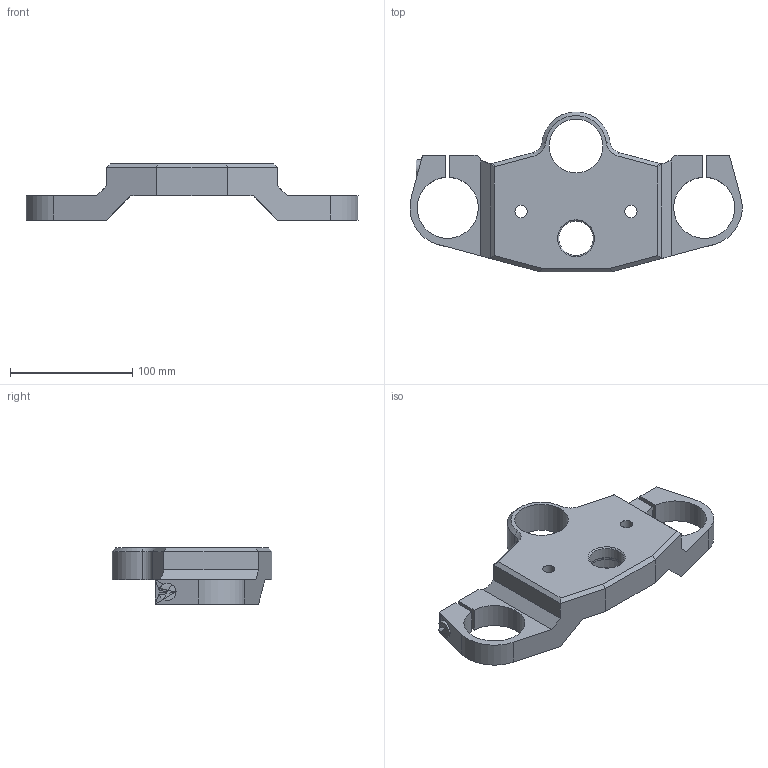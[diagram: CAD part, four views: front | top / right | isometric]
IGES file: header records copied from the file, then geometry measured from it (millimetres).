
Global section: file name: No Iges File Name specified; native system: AutoDesk Inventor R10; preprocessor: AutoDesk Inventor Iges Exporter R10; author: No Author specified; organization: No Organization specified; date: 20220321.191327; units: millimetre
Bounding box: 271.76 x 130.9 x 46 mm (x, y, z)
Volume: 440221 mm3; surface area: 73960 mm2
Topology: 1 solids, 1 shells, 71 faces, 187 edges, 120 vertices
Faces by surface type: plane 38, revolution 16, bspline 13, cylinder 3, cone 1
